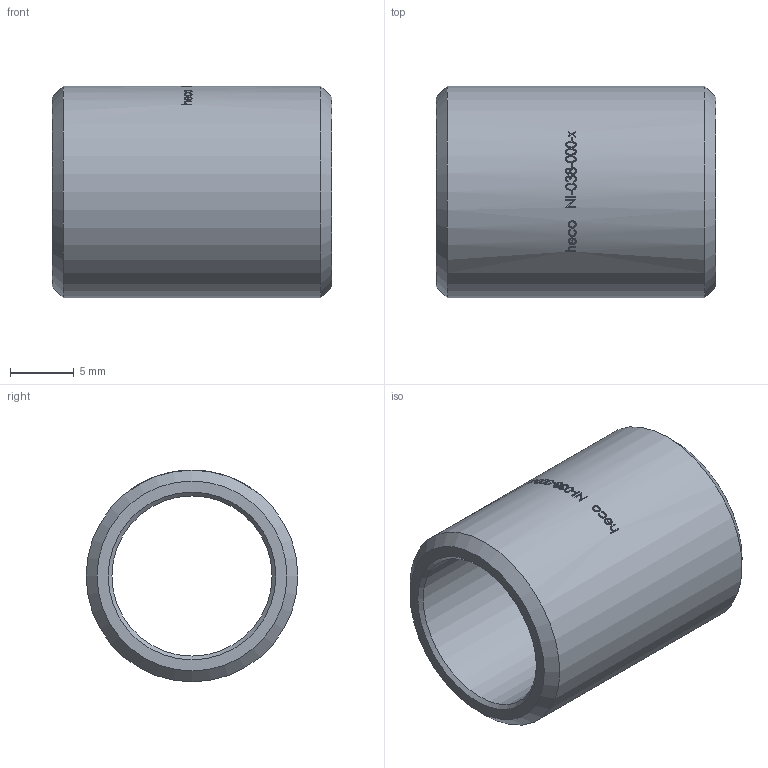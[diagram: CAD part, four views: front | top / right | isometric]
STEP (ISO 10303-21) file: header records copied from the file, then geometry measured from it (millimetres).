
FILE_DESCRIPTION (( 'STEP AP214' ), '1' );
FILE_NAME ('NI-038-000-x Rohrnippel heco 1805.STEP', '2019-11-11T08:28:59', ( '' ), ( '' ), 'SwSTEP 2.0', 'SolidWorks 2016', '' );
FILE_SCHEMA (( 'AUTOMOTIVE_DESIGN' ));
Length unit declared in the file: millimetre
Products named in the file (1): NI-038-000-x Rohrnippel heco 1805
Bounding box: 22 x 16.66 x 16.66 mm (x, y, z)
Volume: 2011.6 mm3; surface area: 2142.4 mm2
Topology: 1 solids, 1 shells, 188 faces, 486 edges, 323 vertices
Faces by surface type: bspline 115, plane 43, cylinder 26, cone 4
Full cylindrical faces by diameter (mm): 12.6 x1, 16.66 x1
Entity records: 13502 total; most frequent: CARTESIAN_POINT 7998, ORIENTED_EDGE 952, EDGE_CURVE 476, B_SPLINE_CURVE_WITH_KNOTS 358, VERTEX_POINT 320, DIRECTION 320, EDGE_LOOP 220, FACE_OUTER_BOUND 190
